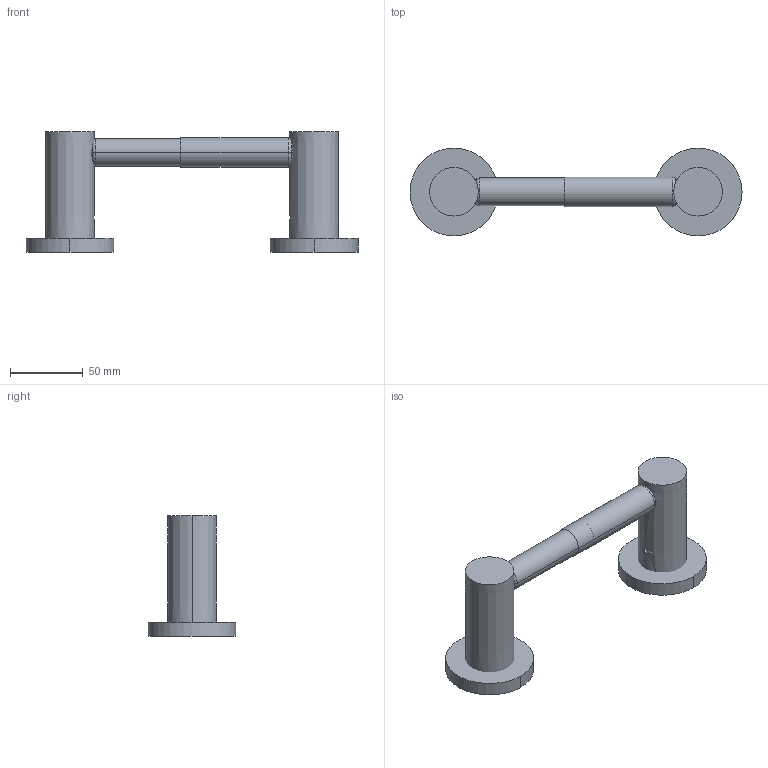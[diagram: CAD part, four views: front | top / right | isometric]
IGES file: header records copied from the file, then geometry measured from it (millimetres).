
Start section:  PTC IGES file: 16-28.igs
Global section: file name: 16-28.igs; native system: Pro/ENGINEER by Parametric Technology Corporation; preprocessor: 2009300; author: gdeepak; organization: Unknown; date: 20100726.111152; units: inch
Bounding box: 227.97 x 60.33 x 82.98 mm (x, y, z)
Surface area: 43401.6 mm2 (no closed solid volume)
Topology: 0 solids, 0 shells, 35 faces, 148 edges, 148 vertices
Faces by surface type: revolution 28, bspline 7
